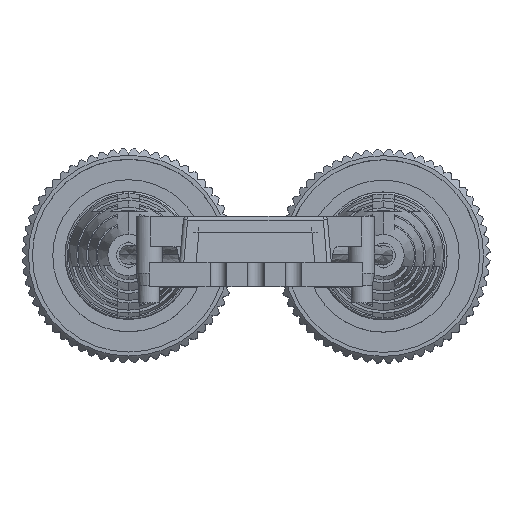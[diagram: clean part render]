
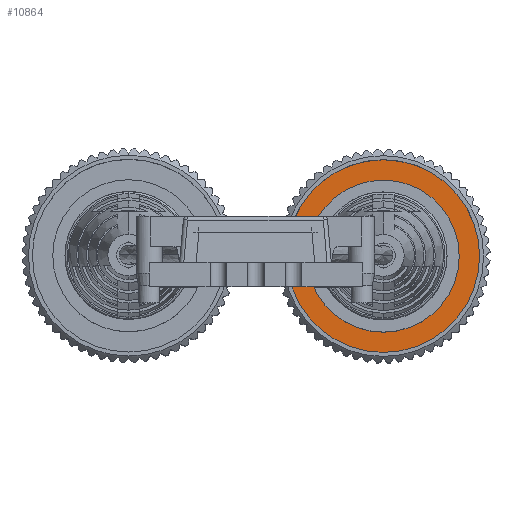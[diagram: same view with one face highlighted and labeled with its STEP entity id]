
A CAD part, top view. The second image highlights one B-rep face of the part: STEP entity #10864.
In plain terms, the highlighted planar face has unit normal (0, 0, 1).
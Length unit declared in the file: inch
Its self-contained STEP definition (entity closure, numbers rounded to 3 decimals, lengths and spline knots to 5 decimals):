
#4394 = VERTEX_POINT ( 'NONE', #21643 ) ;
#4491 = CIRCLE ( 'NONE', #15163, 0.1 ) ;
#5391 = DIRECTION ( 'NONE',  ( 0., 1., 0. ) ) ;
#5984 = FACE_OUTER_BOUND ( 'NONE', #16157, .T. ) ;
#7816 = CIRCLE ( 'NONE', #12301, 0.1 ) ;
#10430 = ORIENTED_EDGE ( 'NONE', *, *, #18777, .F. ) ;
#10773 = VERTEX_POINT ( 'NONE', #11458 ) ;
#10864 = ADVANCED_FACE ( 'NONE', ( #5984, #42953 ), #16140, .F. ) ;
#11458 = CARTESIAN_POINT ( 'NONE',  ( 5.59146, -4.37876, -4.82294 ) ) ;
#12301 = AXIS2_PLACEMENT_3D ( 'NONE', #43675, #34967, #19000 ) ;
#12525 = CARTESIAN_POINT ( 'NONE',  ( 5.59146, -4.55626, -4.82294 ) ) ;
#14406 = ORIENTED_EDGE ( 'NONE', *, *, #24562, .T. ) ;
#14942 = CARTESIAN_POINT ( 'NONE',  ( 5.59146, -4.45626, -4.82294 ) ) ;
#15163 = AXIS2_PLACEMENT_3D ( 'NONE', #23368, #41469, #23513 ) ;
#15964 = AXIS2_PLACEMENT_3D ( 'NONE', #20404, #38200, #31035 ) ;
#16140 = PLANE ( 'NONE',  #15964 ) ;
#16157 = EDGE_LOOP ( 'NONE', ( #10430, #32924 ) ) ;
#18777 = EDGE_CURVE ( 'NONE', #10773, #4394, #19440, .T. ) ;
#19000 = DIRECTION ( 'NONE',  ( 0., 1., 0. ) ) ;
#19440 = CIRCLE ( 'NONE', #45869, 0.1775 ) ;
#20048 = CIRCLE ( 'NONE', #39323, 0.1775 ) ;
#20404 = CARTESIAN_POINT ( 'NONE',  ( 5.76896, -4.55626, -4.82294 ) ) ;
#21643 = CARTESIAN_POINT ( 'NONE',  ( 5.59146, -4.73376, -4.82294 ) ) ;
#22170 = VERTEX_POINT ( 'NONE', #14942 ) ;
#22673 = EDGE_CURVE ( 'NONE', #22170, #37548, #4491, .T. ) ;
#23368 = CARTESIAN_POINT ( 'NONE',  ( 5.59146, -4.55626, -4.82294 ) ) ;
#23513 = DIRECTION ( 'NONE',  ( 0., 1., 0. ) ) ;
#24562 = EDGE_CURVE ( 'NONE', #37548, #22170, #7816, .T. ) ;
#24861 = EDGE_CURVE ( 'NONE', #4394, #10773, #20048, .T. ) ;
#26761 = DIRECTION ( 'NONE',  ( 0., 0., -1. ) ) ;
#31035 = DIRECTION ( 'NONE',  ( 0., 1., 0. ) ) ;
#32924 = ORIENTED_EDGE ( 'NONE', *, *, #24861, .F. ) ;
#34724 = CARTESIAN_POINT ( 'NONE',  ( 5.59146, -4.55626, -4.82294 ) ) ;
#34967 = DIRECTION ( 'NONE',  ( 0., 0., -1. ) ) ;
#37548 = VERTEX_POINT ( 'NONE', #45295 ) ;
#37628 = DIRECTION ( 'NONE',  ( 0., 0., -1. ) ) ;
#38200 = DIRECTION ( 'NONE',  ( 0., 0., -1. ) ) ;
#39323 = AXIS2_PLACEMENT_3D ( 'NONE', #12525, #26761, #44438 ) ;
#39346 = EDGE_LOOP ( 'NONE', ( #41193, #14406 ) ) ;
#41193 = ORIENTED_EDGE ( 'NONE', *, *, #22673, .T. ) ;
#41469 = DIRECTION ( 'NONE',  ( 0., 0., -1. ) ) ;
#42953 = FACE_BOUND ( 'NONE', #39346, .T. ) ;
#43675 = CARTESIAN_POINT ( 'NONE',  ( 5.59146, -4.55626, -4.82294 ) ) ;
#44438 = DIRECTION ( 'NONE',  ( 0., 1., 0. ) ) ;
#45295 = CARTESIAN_POINT ( 'NONE',  ( 5.59146, -4.65626, -4.82294 ) ) ;
#45869 = AXIS2_PLACEMENT_3D ( 'NONE', #34724, #37628, #5391 ) ;
